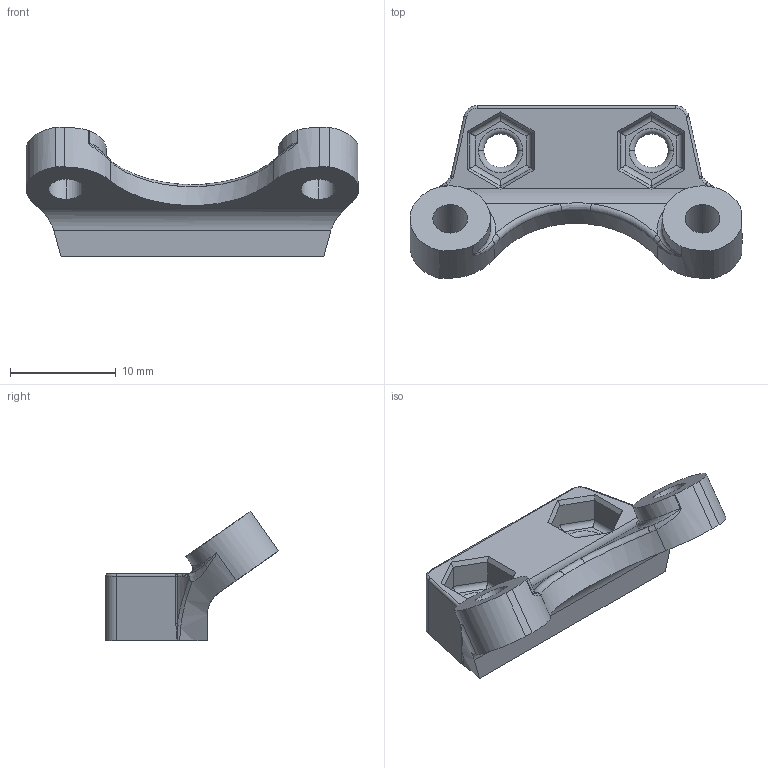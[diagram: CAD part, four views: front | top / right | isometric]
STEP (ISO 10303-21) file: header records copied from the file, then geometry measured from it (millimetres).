
FILE_DESCRIPTION (( 'STEP AP214' ), '1' );
FILE_NAME ('MicroBeta_FanMount_v3.STEP', '2021-09-02T03:49:36', ( '' ), ( '' ), 'SwSTEP 2.0', 'SolidWorks 2021', '' );
FILE_SCHEMA (( 'AUTOMOTIVE_DESIGN' ));
Length unit declared in the file: inch
Products named in the file (1): MicroBeta_FanMount_v3
Bounding box: 31.43 x 16.35 x 12.25 mm (x, y, z)
Volume: 1655 mm3; surface area: 1477.8 mm2
Topology: 1 solids, 1 shells, 135 faces, 332 edges, 197 vertices
Faces by surface type: cylinder 41, plane 40, bspline 37, torus 17
Entity records: 4822 total; most frequent: CARTESIAN_POINT 1932, ORIENTED_EDGE 660, DIRECTION 513, EDGE_CURVE 330, VERTEX_POINT 197, AXIS2_PLACEMENT_3D 194, EDGE_LOOP 143, ADVANCED_FACE 135
